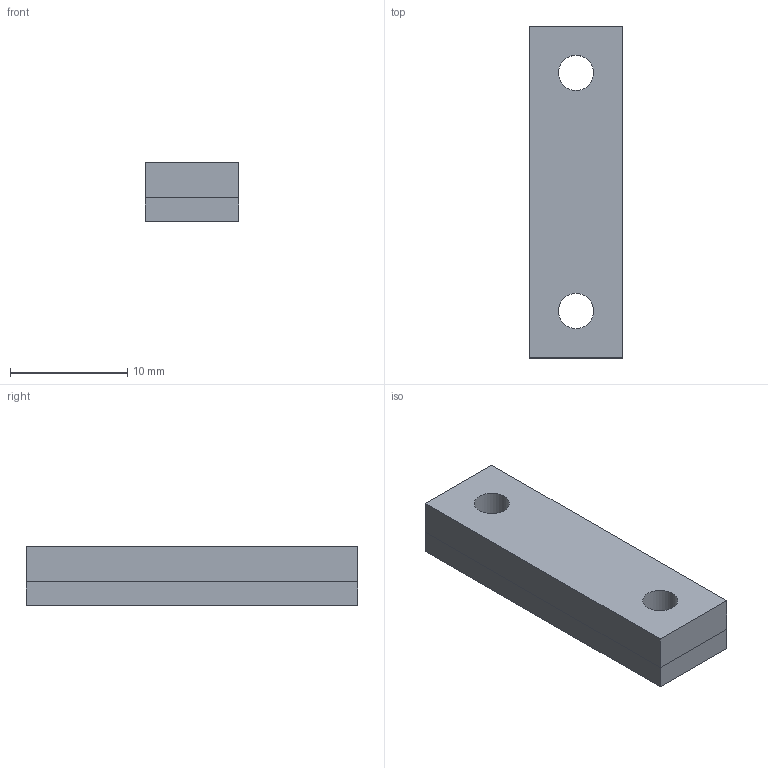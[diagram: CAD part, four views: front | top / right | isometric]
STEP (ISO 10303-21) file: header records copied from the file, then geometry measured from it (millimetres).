
FILE_DESCRIPTION(('FreeCAD Model'),'2;1');
FILE_NAME('Open CASCADE Shape Model','2022-11-08T21:03:43',(''),(''), 'Open CASCADE STEP processor 7.6','FreeCAD','Unknown');
FILE_SCHEMA(('AUTOMOTIVE_DESIGN { 1 0 10303 214 1 1 1 1 }'));
Length unit declared in the file: millimetre
Products named in the file (2): printGcTopWasherV1; Body047
Assembly tree (1 placements, depth 2):
  printGcTopWasherV1
    Body047
Bounding box: 8 x 28.3 x 5 mm (x, y, z)
Volume: 968.6 mm3; surface area: 932.1 mm2
Topology: 1 solids, 1 shells, 22 faces, 50 edges, 32 vertices
Faces by surface type: plane 20, cylinder 2
Full cylindrical faces by diameter (mm): 3 x2
Entity records: 1316 total; most frequent: CARTESIAN_POINT 230, DIRECTION 198, LINE 142, VECTOR 142, ORIENTED_EDGE 100, PCURVE 100, DEFINITIONAL_REPRESENTATION 100, EDGE_CURVE 50
